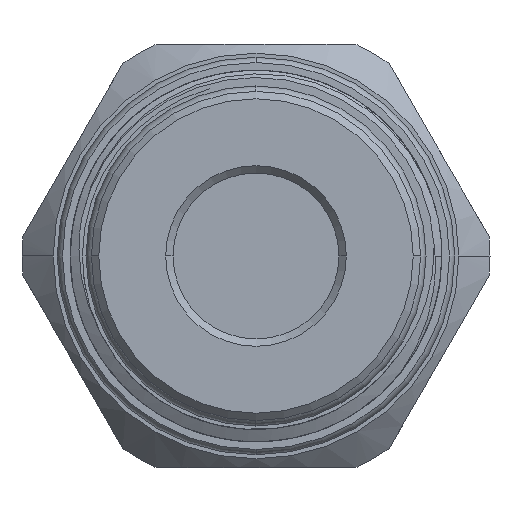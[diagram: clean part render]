
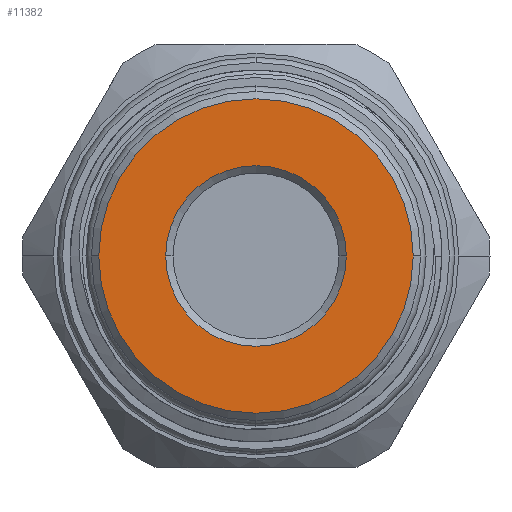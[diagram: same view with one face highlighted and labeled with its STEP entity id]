
A CAD part, left-side view. The second image highlights one B-rep face of the part: STEP entity #11382.
In plain terms, the highlighted planar face has unit normal (-1, 0, 0).
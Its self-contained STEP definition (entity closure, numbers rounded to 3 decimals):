
#499 = DIRECTION ( 'NONE',  ( 0., -1., 0. ) ) ;
#596 = CIRCLE ( 'NONE', #2990, 10.615 ) ;
#742 = CARTESIAN_POINT ( 'NONE',  ( -78.1, 6.1, 0. ) ) ;
#885 = DIRECTION ( 'NONE',  ( 1., 0., 0. ) ) ;
#995 = EDGE_LOOP ( 'NONE', ( #9136, #9846 ) ) ;
#1214 = ORIENTED_EDGE ( 'NONE', *, *, #5621, .T. ) ;
#1393 = AXIS2_PLACEMENT_3D ( 'NONE', #3989, #885, #6244 ) ;
#1543 = AXIS2_PLACEMENT_3D ( 'NONE', #11201, #9090, #499 ) ;
#2861 = CIRCLE ( 'NONE', #8764, 6.1 ) ;
#2884 = EDGE_CURVE ( 'NONE', #3995, #9775, #596, .T. ) ;
#2990 = AXIS2_PLACEMENT_3D ( 'NONE', #8202, #6108, #13561 ) ;
#3556 = CARTESIAN_POINT ( 'NONE',  ( -78.1, -6.1, 0. ) ) ;
#3727 = EDGE_CURVE ( 'NONE', #9150, #8797, #12860, .T. ) ;
#3753 = FACE_OUTER_BOUND ( 'NONE', #995, .T. ) ;
#3989 = CARTESIAN_POINT ( 'NONE',  ( -78.1, 0., 0. ) ) ;
#3995 = VERTEX_POINT ( 'NONE', #10907 ) ;
#4146 = PLANE ( 'NONE',  #5498 ) ;
#4269 = DIRECTION ( 'NONE',  ( 0., -1., 0. ) ) ;
#4396 = FACE_BOUND ( 'NONE', #9035, .T. ) ;
#4685 = CARTESIAN_POINT ( 'NONE',  ( -78.1, 0., 0. ) ) ;
#5319 = DIRECTION ( 'NONE',  ( 1., 0., 0. ) ) ;
#5498 = AXIS2_PLACEMENT_3D ( 'NONE', #7423, #5319, #4269 ) ;
#5621 = EDGE_CURVE ( 'NONE', #8797, #9150, #2861, .T. ) ;
#6108 = DIRECTION ( 'NONE',  ( 1., 0., 0. ) ) ;
#6202 = CARTESIAN_POINT ( 'NONE',  ( -78.1, 10.615, 0. ) ) ;
#6244 = DIRECTION ( 'NONE',  ( 0., -1., 0. ) ) ;
#6909 = DIRECTION ( 'NONE',  ( 0., -1., 0. ) ) ;
#7423 = CARTESIAN_POINT ( 'NONE',  ( -78.1, 0., 0. ) ) ;
#8202 = CARTESIAN_POINT ( 'NONE',  ( -78.1, 0., 0. ) ) ;
#8764 = AXIS2_PLACEMENT_3D ( 'NONE', #4685, #9077, #6909 ) ;
#8797 = VERTEX_POINT ( 'NONE', #742 ) ;
#9035 = EDGE_LOOP ( 'NONE', ( #1214, #12896 ) ) ;
#9077 = DIRECTION ( 'NONE',  ( 1., 0., 0. ) ) ;
#9090 = DIRECTION ( 'NONE',  ( 1., 0., 0. ) ) ;
#9136 = ORIENTED_EDGE ( 'NONE', *, *, #2884, .F. ) ;
#9150 = VERTEX_POINT ( 'NONE', #3556 ) ;
#9775 = VERTEX_POINT ( 'NONE', #6202 ) ;
#9846 = ORIENTED_EDGE ( 'NONE', *, *, #10843, .F. ) ;
#10843 = EDGE_CURVE ( 'NONE', #9775, #3995, #11715, .T. ) ;
#10907 = CARTESIAN_POINT ( 'NONE',  ( -78.1, -10.615, 0. ) ) ;
#11201 = CARTESIAN_POINT ( 'NONE',  ( -78.1, 0., 0. ) ) ;
#11382 = ADVANCED_FACE ( 'NONE', ( #4396, #3753 ), #4146, .F. ) ;
#11715 = CIRCLE ( 'NONE', #1543, 10.615 ) ;
#12860 = CIRCLE ( 'NONE', #1393, 6.1 ) ;
#12896 = ORIENTED_EDGE ( 'NONE', *, *, #3727, .T. ) ;
#13561 = DIRECTION ( 'NONE',  ( 0., -1., 0. ) ) ;
